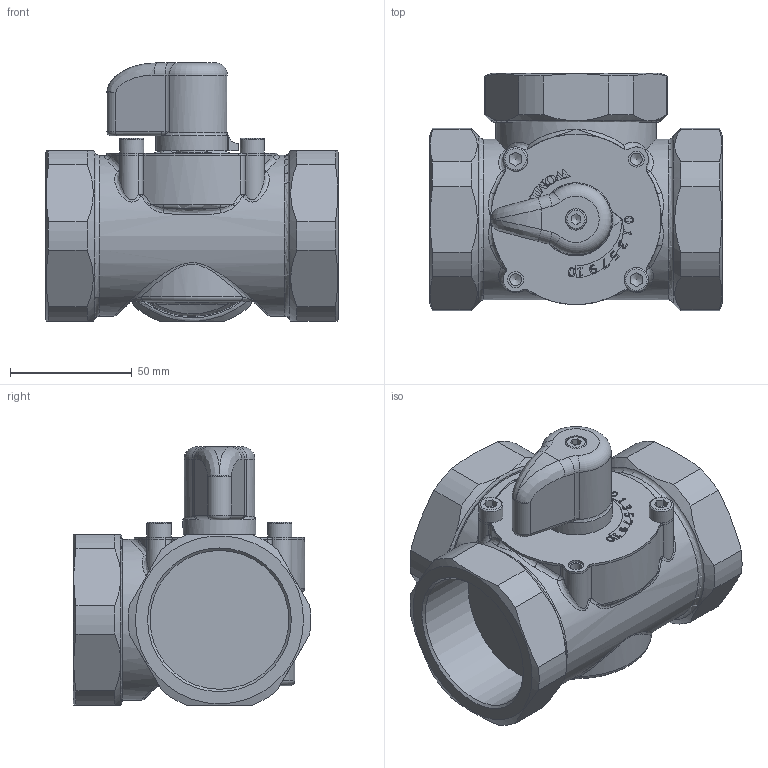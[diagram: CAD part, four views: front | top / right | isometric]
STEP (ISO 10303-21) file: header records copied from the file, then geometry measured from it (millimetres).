
FILE_DESCRIPTION(/* description */ (''),/* implementation_level */ '2;1');
FILE_NAME(/* name */ 'MIXM3-50.stp',/* time_stamp */ '2015-09-15T20:58:22+02:00',/* author */ ('ARTUR'),/* organization */ (''),/* preprocessor_version */ 'ST-DEVELOPER v15.6',/* originating_system */ 'Autodesk Inventor 2015',/* authorisation */ '');
FILE_SCHEMA (('CONFIG_CONTROL_DESIGN'));
Length unit declared in the file: centimetre
Products named in the file (1): MIXM3-50
Bounding box: 120 x 97.45 x 106 mm (x, y, z)
Volume: 395890.4 mm3; surface area: 71255.7 mm2
Topology: 1 solids, 1 shells, 636 faces, 1688 edges, 1077 vertices
Faces by surface type: plane 228, bspline 203, cylinder 114, cone 45, torus 39, sphere 7
Full cylindrical faces by diameter (mm): 4.917 x2, 6.5 x2, 8.5 x1, 9 x1, 10 x2, 12 x1, 57 x3, 66 x2
Entity records: 23556 total; most frequent: CARTESIAN_POINT 8737, ORIENTED_EDGE 3256, DIRECTION 2360, EDGE_CURVE 1628, VERTEX_POINT 1059, AXIS2_PLACEMENT_3D 807, LINE 746, VECTOR 746
